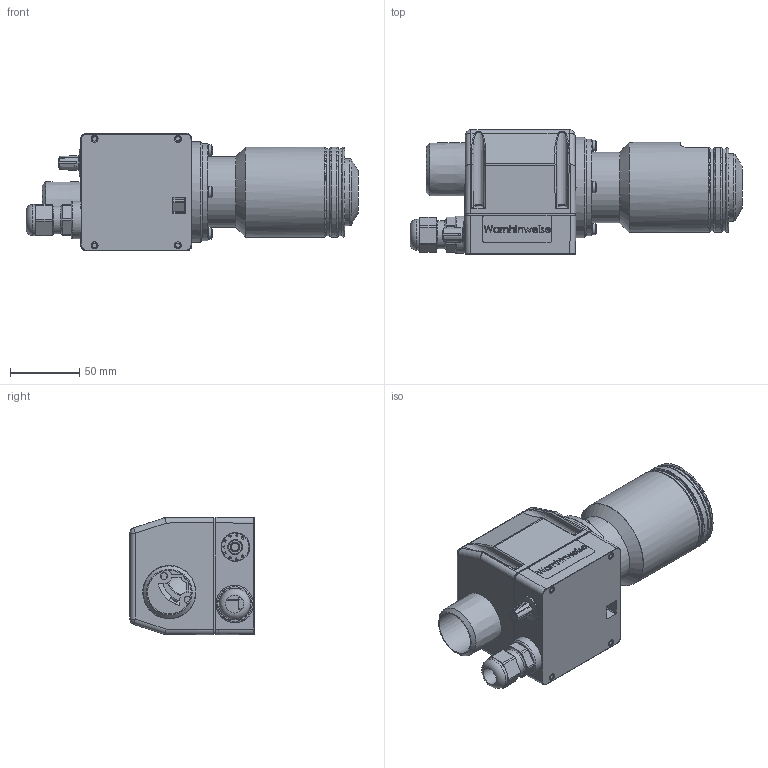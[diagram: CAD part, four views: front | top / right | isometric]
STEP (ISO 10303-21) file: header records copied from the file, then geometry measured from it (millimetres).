
FILE_DESCRIPTION( ( 'Unknown' ), '1' );
FILE_NAME( 'Lufterhitzer Typ M50.stp', 'Unknown', ( 'Herz Austria' ), ( 'Unknown' ), 'PSStep 15.0.49', 'Unknown', ' ' );
FILE_SCHEMA( ( 'AUTOMOTIVE_DESIGN { 1 0 10303 214 1 1 1 1 }' ) );
Length unit declared in the file: millimetre
Products named in the file (2): KABELVERSCHRAUBUNG M20 X 1,5
Bounding box: 239.71 x 89.7 x 85.03 mm (x, y, z)
Volume: 220163.5 mm3; surface area: 178240.4 mm2
Topology: 2 solids, 26 shells, 1655 faces, 4200 edges, 2719 vertices
Faces by surface type: plane 766, cylinder 536, extrusion 142, torus 118, cone 41, sphere 26, bspline 26
Full cylindrical faces by diameter (mm): 1 x3, 2 x1, 3 x4, 3.2 x4, 3.3 x4, 3.4 x4, 3.8 x1, 4 x5, 4.1 x1, 4.2 x1, 4.3 x4, 4.5 x4, 5 x12, 5.5 x5, 6 x1, 6.5 x1, 7 x5, 8 x4, 13 x1, 18.5 x1, 20 x3, 20.6 x1, 22.5 x1, 27 x1, 30 x1, 31.5 x1, 46 x1, 46.5 x1, 48 x1, 48.5 x1
Entity records: 71806 total; most frequent: CARTESIAN_POINT 19286, DIRECTION 8113, ORIENTED_EDGE 7938, EDGE_CURVE 3969, AXIS2_PLACEMENT_3D 2938, VERTEX_POINT 2646, VECTOR 2237, LINE 2095
